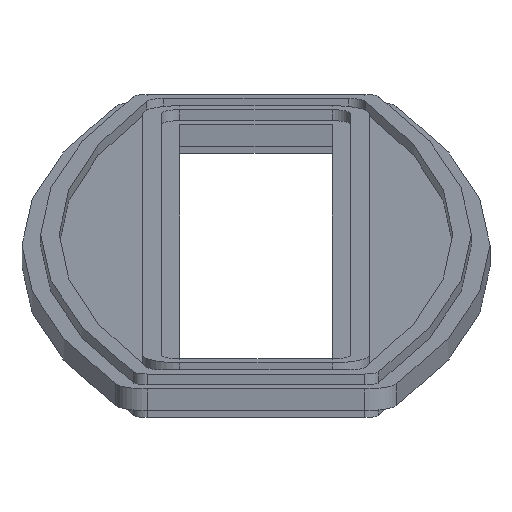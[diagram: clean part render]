
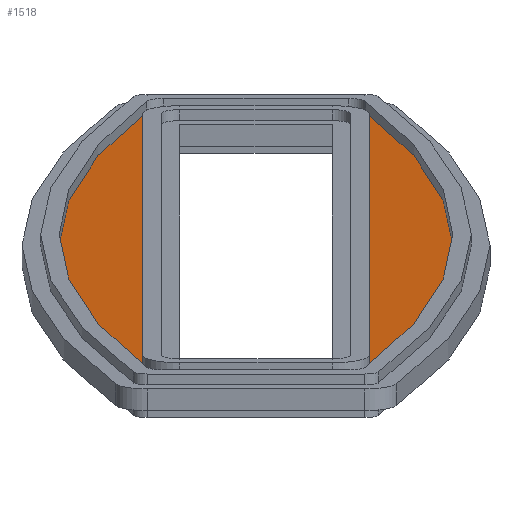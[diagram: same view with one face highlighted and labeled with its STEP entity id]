
A CAD part, left-side view. The second image highlights one B-rep face of the part: STEP entity #1518.
In plain terms, the highlighted planar face has unit normal (-0.216, 0, 0.976).
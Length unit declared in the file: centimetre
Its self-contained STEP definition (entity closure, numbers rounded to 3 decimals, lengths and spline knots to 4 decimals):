
#22=FACE_BOUND('',#181,.T.);
#38=PLANE('',#1654);
#90=FACE_OUTER_BOUND('',#180,.T.);
#180=EDGE_LOOP('',(#1130,#1131,#1132,#1133,#1134,#1135,#1136,#1137));
#181=EDGE_LOOP('',(#1138,#1139,#1140,#1141,#1142,#1143,#1144,#1145));
#284=LINE('',#2427,#420);
#287=LINE('',#2440,#423);
#288=LINE('',#2446,#424);
#289=LINE('',#2450,#425);
#290=LINE('',#2454,#426);
#291=LINE('',#2458,#427);
#420=VECTOR('',#1938,0.4955);
#423=VECTOR('',#1951,0.4955);
#424=VECTOR('',#1956,0.41);
#425=VECTOR('',#1959,3.);
#426=VECTOR('',#1962,0.41);
#427=VECTOR('',#1965,3.);
#570=CIRCLE('',#1655,0.05);
#571=CIRCLE('',#1656,0.05);
#572=CIRCLE('',#1657,5.9567);
#573=CIRCLE('',#1658,0.05);
#574=CIRCLE('',#1659,0.05);
#575=CIRCLE('',#1660,5.9567);
#576=CIRCLE('',#1661,0.1);
#577=CIRCLE('',#1662,0.1);
#578=CIRCLE('',#1663,0.1);
#579=CIRCLE('',#1664,0.1);
#678=VERTEX_POINT('',#2425);
#679=VERTEX_POINT('',#2426);
#680=VERTEX_POINT('',#2431);
#681=VERTEX_POINT('',#2433);
#682=VERTEX_POINT('',#2435);
#683=VERTEX_POINT('',#2437);
#684=VERTEX_POINT('',#2439);
#685=VERTEX_POINT('',#2441);
#686=VERTEX_POINT('',#2444);
#687=VERTEX_POINT('',#2445);
#688=VERTEX_POINT('',#2447);
#689=VERTEX_POINT('',#2449);
#690=VERTEX_POINT('',#2451);
#691=VERTEX_POINT('',#2453);
#692=VERTEX_POINT('',#2455);
#693=VERTEX_POINT('',#2457);
#848=EDGE_CURVE('',#678,#679,#284,.T.);
#851=EDGE_CURVE('',#680,#679,#570,.T.);
#852=EDGE_CURVE('',#678,#681,#571,.T.);
#853=EDGE_CURVE('',#681,#682,#572,.T.);
#854=EDGE_CURVE('',#682,#683,#573,.T.);
#855=EDGE_CURVE('',#683,#684,#287,.T.);
#856=EDGE_CURVE('',#684,#685,#574,.T.);
#857=EDGE_CURVE('',#685,#680,#575,.T.);
#858=EDGE_CURVE('',#686,#687,#288,.T.);
#859=EDGE_CURVE('',#687,#688,#576,.T.);
#860=EDGE_CURVE('',#689,#688,#289,.T.);
#861=EDGE_CURVE('',#689,#690,#577,.T.);
#862=EDGE_CURVE('',#691,#690,#290,.T.);
#863=EDGE_CURVE('',#691,#692,#578,.T.);
#864=EDGE_CURVE('',#692,#693,#291,.T.);
#865=EDGE_CURVE('',#693,#686,#579,.T.);
#1130=ORIENTED_EDGE('',*,*,#851,.T.);
#1131=ORIENTED_EDGE('',*,*,#848,.F.);
#1132=ORIENTED_EDGE('',*,*,#852,.T.);
#1133=ORIENTED_EDGE('',*,*,#853,.T.);
#1134=ORIENTED_EDGE('',*,*,#854,.T.);
#1135=ORIENTED_EDGE('',*,*,#855,.T.);
#1136=ORIENTED_EDGE('',*,*,#856,.T.);
#1137=ORIENTED_EDGE('',*,*,#857,.T.);
#1138=ORIENTED_EDGE('',*,*,#858,.T.);
#1139=ORIENTED_EDGE('',*,*,#859,.T.);
#1140=ORIENTED_EDGE('',*,*,#860,.F.);
#1141=ORIENTED_EDGE('',*,*,#861,.T.);
#1142=ORIENTED_EDGE('',*,*,#862,.F.);
#1143=ORIENTED_EDGE('',*,*,#863,.T.);
#1144=ORIENTED_EDGE('',*,*,#864,.T.);
#1145=ORIENTED_EDGE('',*,*,#865,.T.);
#1518=ADVANCED_FACE('',(#90,#22),#38,.F.);
#1654=AXIS2_PLACEMENT_3D('',#2430,#1941,#1942);
#1655=AXIS2_PLACEMENT_3D('',#2432,#1943,#1944);
#1656=AXIS2_PLACEMENT_3D('',#2434,#1945,#1946);
#1657=AXIS2_PLACEMENT_3D('',#2436,#1947,#1948);
#1658=AXIS2_PLACEMENT_3D('',#2438,#1949,#1950);
#1659=AXIS2_PLACEMENT_3D('',#2442,#1952,#1953);
#1660=AXIS2_PLACEMENT_3D('',#2443,#1954,#1955);
#1661=AXIS2_PLACEMENT_3D('',#2448,#1957,#1958);
#1662=AXIS2_PLACEMENT_3D('',#2452,#1960,#1961);
#1663=AXIS2_PLACEMENT_3D('',#2456,#1963,#1964);
#1664=AXIS2_PLACEMENT_3D('',#2459,#1966,#1967);
#1938=DIRECTION('',(0.,1.,0.));
#1941=DIRECTION('center_axis',(0.216,0.,-0.976));
#1942=DIRECTION('ref_axis',(0.,-1.,0.));
#1943=DIRECTION('center_axis',(-0.216,0.,0.976));
#1944=DIRECTION('ref_axis',(-0.271,0.961,-0.06));
#1945=DIRECTION('center_axis',(-0.216,0.,0.976));
#1946=DIRECTION('ref_axis',(-0.976,0.,-0.216));
#1947=DIRECTION('center_axis',(-0.216,0.,0.976));
#1948=DIRECTION('ref_axis',(-0.271,-0.961,-0.06));
#1949=DIRECTION('center_axis',(-0.216,0.,0.976));
#1950=DIRECTION('ref_axis',(0.271,-0.961,0.06));
#1951=DIRECTION('',(0.,1.,0.));
#1952=DIRECTION('center_axis',(-0.216,0.,0.976));
#1953=DIRECTION('ref_axis',(0.976,0.,0.216));
#1954=DIRECTION('center_axis',(-0.216,0.,0.976));
#1955=DIRECTION('ref_axis',(0.,1.,0.));
#1956=DIRECTION('',(0.,1.,0.));
#1957=DIRECTION('center_axis',(0.216,0.,-0.976));
#1958=DIRECTION('ref_axis',(-0.976,0.,-0.216));
#1959=DIRECTION('',(-0.976,0.,-0.216));
#1960=DIRECTION('center_axis',(0.216,0.,-0.976));
#1961=DIRECTION('ref_axis',(0.,1.,0.));
#1962=DIRECTION('',(0.,1.,0.));
#1963=DIRECTION('center_axis',(0.216,0.,-0.976));
#1964=DIRECTION('ref_axis',(0.976,0.,0.216));
#1965=DIRECTION('',(-0.976,0.,-0.216));
#1966=DIRECTION('center_axis',(0.216,0.,-0.976));
#1967=DIRECTION('ref_axis',(0.,-1.,0.));
#2425=CARTESIAN_POINT('',(6.653,-10.8085,22.4706));
#2426=CARTESIAN_POINT('',(6.653,-10.313,22.4706));
#2427=CARTESIAN_POINT('',(6.653,-10.8085,22.4706));
#2430=CARTESIAN_POINT('Origin',(9.9628,-10.8535,23.2038));
#2431=CARTESIAN_POINT('',(6.6883,-10.265,22.4784));
#2432=CARTESIAN_POINT('Origin',(6.7019,-10.313,22.4814));
#2433=CARTESIAN_POINT('',(6.6883,-10.8566,22.4784));
#2434=CARTESIAN_POINT('Origin',(6.7019,-10.8085,22.4814));
#2435=CARTESIAN_POINT('',(9.9178,-10.8566,23.1938));
#2436=CARTESIAN_POINT('Origin',(8.3031,-5.1341,22.8361));
#2437=CARTESIAN_POINT('',(9.953,-10.8085,23.2016));
#2438=CARTESIAN_POINT('Origin',(9.9042,-10.8085,23.1908));
#2439=CARTESIAN_POINT('',(9.953,-10.313,23.2016));
#2440=CARTESIAN_POINT('',(9.953,-10.8085,23.2016));
#2441=CARTESIAN_POINT('',(9.9178,-10.265,23.1938));
#2442=CARTESIAN_POINT('Origin',(9.9042,-10.313,23.1908));
#2443=CARTESIAN_POINT('Origin',(8.303,-15.9875,22.8361));
#2444=CARTESIAN_POINT('',(6.7409,-10.7658,22.4901));
#2445=CARTESIAN_POINT('',(6.7409,-10.3558,22.4901));
#2446=CARTESIAN_POINT('',(6.7409,-10.7658,22.4901));
#2447=CARTESIAN_POINT('',(6.8385,-10.2558,22.5117));
#2448=CARTESIAN_POINT('Origin',(6.8385,-10.3558,22.5117));
#2449=CARTESIAN_POINT('',(9.7675,-10.2558,23.1605));
#2450=CARTESIAN_POINT('',(9.7675,-10.2558,23.1605));
#2451=CARTESIAN_POINT('',(9.8652,-10.3558,23.1821));
#2452=CARTESIAN_POINT('Origin',(9.7675,-10.3558,23.1605));
#2453=CARTESIAN_POINT('',(9.8652,-10.7658,23.1821));
#2454=CARTESIAN_POINT('',(9.8652,-10.7658,23.1821));
#2455=CARTESIAN_POINT('',(9.7675,-10.8658,23.1605));
#2456=CARTESIAN_POINT('Origin',(9.7675,-10.7658,23.1605));
#2457=CARTESIAN_POINT('',(6.8385,-10.8658,22.5117));
#2458=CARTESIAN_POINT('',(9.7675,-10.8658,23.1605));
#2459=CARTESIAN_POINT('Origin',(6.8385,-10.7658,22.5117));
